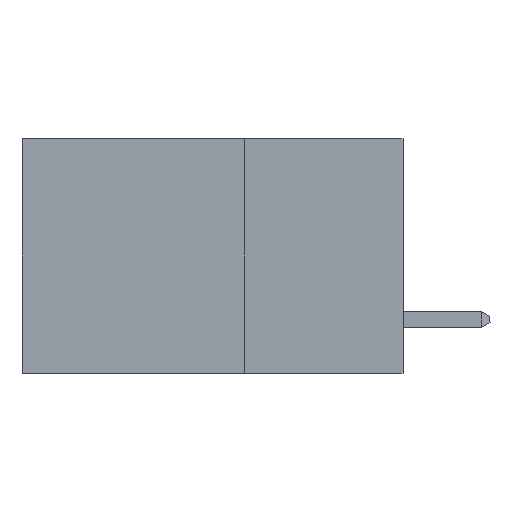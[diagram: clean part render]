
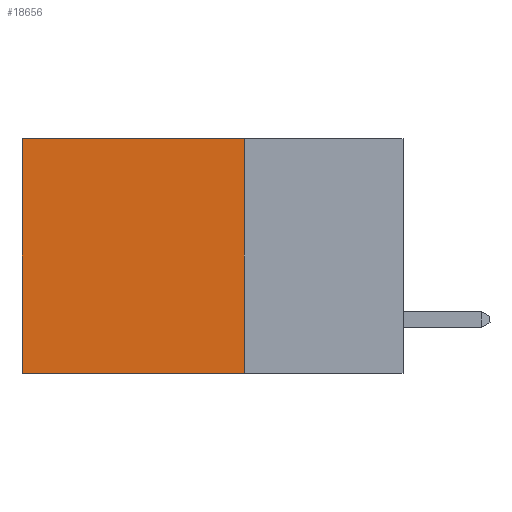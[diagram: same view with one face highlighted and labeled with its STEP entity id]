
A CAD part, left-side view. The second image highlights one B-rep face of the part: STEP entity #18656.
In plain terms, the highlighted planar face has unit normal (-1, 0, 0).
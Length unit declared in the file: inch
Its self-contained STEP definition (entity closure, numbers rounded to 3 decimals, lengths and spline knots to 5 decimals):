
#1253 = LINE ( 'NONE', #14553, #14633 ) ;
#2006 = ORIENTED_EDGE ( 'NONE', *, *, #4015, .T. ) ;
#2530 = CARTESIAN_POINT ( 'NONE',  ( 0.2875, 0.6, 0. ) ) ;
#3014 = FACE_OUTER_BOUND ( 'NONE', #16774, .T. ) ;
#3328 = VERTEX_POINT ( 'NONE', #11602 ) ;
#4015 = EDGE_CURVE ( 'NONE', #22293, #3328, #6363, .T. ) ;
#4412 = VERTEX_POINT ( 'NONE', #9282 ) ;
#4736 = ORIENTED_EDGE ( 'NONE', *, *, #5596, .F. ) ;
#5596 = EDGE_CURVE ( 'NONE', #22293, #13336, #20109, .T. ) ;
#5599 = CARTESIAN_POINT ( 'NONE',  ( 0.2875, 0.25, 0. ) ) ;
#5962 = CARTESIAN_POINT ( 'NONE',  ( 0.2875, 0.25, 0. ) ) ;
#6363 = LINE ( 'NONE', #6476, #10996 ) ;
#6391 = VECTOR ( 'NONE', #21403, 39.37008 ) ;
#6476 = CARTESIAN_POINT ( 'NONE',  ( 0.2875, 0.25, 0. ) ) ;
#7353 = DIRECTION ( 'NONE',  ( 0., 0., -1. ) ) ;
#7749 = DIRECTION ( 'NONE',  ( 0., 0., -1. ) ) ;
#9282 = CARTESIAN_POINT ( 'NONE',  ( 0.2875, 0.6, -0.37 ) ) ;
#10996 = VECTOR ( 'NONE', #16824, 39.37008 ) ;
#11602 = CARTESIAN_POINT ( 'NONE',  ( 0.2875, 0.6, 0. ) ) ;
#12542 = PLANE ( 'NONE',  #14234 ) ;
#13112 = ORIENTED_EDGE ( 'NONE', *, *, #20209, .F. ) ;
#13336 = VERTEX_POINT ( 'NONE', #14179 ) ;
#13379 = ORIENTED_EDGE ( 'NONE', *, *, #18157, .T. ) ;
#14179 = CARTESIAN_POINT ( 'NONE',  ( 0.2875, 0.25, -0.37 ) ) ;
#14234 = AXIS2_PLACEMENT_3D ( 'NONE', #5599, #17689, #7353 ) ;
#14553 = CARTESIAN_POINT ( 'NONE',  ( 0.2875, 0.25, -0.37 ) ) ;
#14620 = DIRECTION ( 'NONE',  ( 0., 1., 0. ) ) ;
#14633 = VECTOR ( 'NONE', #14620, 39.37008 ) ;
#16774 = EDGE_LOOP ( 'NONE', ( #13379, #13112, #4736, #2006 ) ) ;
#16824 = DIRECTION ( 'NONE',  ( 0., 1., 0. ) ) ;
#17689 = DIRECTION ( 'NONE',  ( 1., 0., 0. ) ) ;
#18157 = EDGE_CURVE ( 'NONE', #3328, #4412, #18944, .T. ) ;
#18404 = VECTOR ( 'NONE', #7749, 39.37008 ) ;
#18656 = ADVANCED_FACE ( 'NONE', ( #3014 ), #12542, .F. ) ;
#18944 = LINE ( 'NONE', #2530, #18404 ) ;
#20109 = LINE ( 'NONE', #5962, #6391 ) ;
#20209 = EDGE_CURVE ( 'NONE', #13336, #4412, #1253, .T. ) ;
#20502 = CARTESIAN_POINT ( 'NONE',  ( 0.2875, 0.25, 0. ) ) ;
#21403 = DIRECTION ( 'NONE',  ( 0., 0., -1. ) ) ;
#22293 = VERTEX_POINT ( 'NONE', #20502 ) ;
